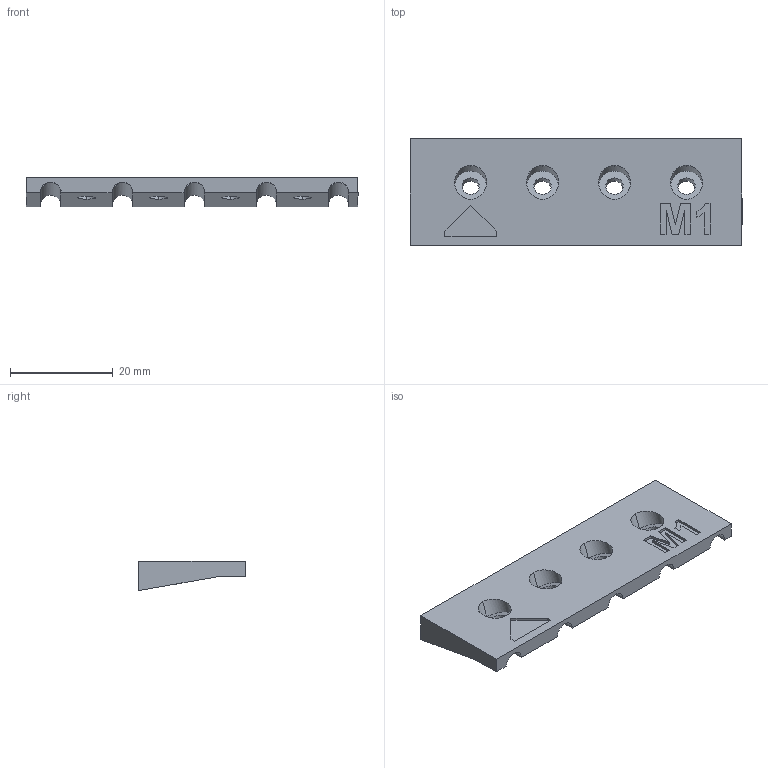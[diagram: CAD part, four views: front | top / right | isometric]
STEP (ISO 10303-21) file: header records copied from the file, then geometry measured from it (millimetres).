
FILE_DESCRIPTION (( 'STEP AP214' ), '1' );
FILE_NAME ('mmu2-rear-PTFE-holder(M1).STEP', '2018-08-31T12:17:45', ( '' ), ( '' ), 'SwSTEP 2.0', 'SolidWorks 2017', '' );
FILE_SCHEMA (( 'AUTOMOTIVE_DESIGN' ));
Length unit declared in the file: millimetre
Products named in the file (1): mmu2-rear-PTFE-holder(M1)
Bounding box: 64.6 x 20.8 x 5.7 mm (x, y, z)
Volume: 4279.2 mm3; surface area: 3852.4 mm2
Topology: 1 solids, 1 shells, 80 faces, 213 edges, 142 vertices
Faces by surface type: plane 52, cylinder 26, bspline 2
Entity records: 2627 total; most frequent: CARTESIAN_POINT 672, ORIENTED_EDGE 426, DIRECTION 357, EDGE_CURVE 213, VECTOR 147, LINE 147, VERTEX_POINT 142, AXIS2_PLACEMENT_3D 105
